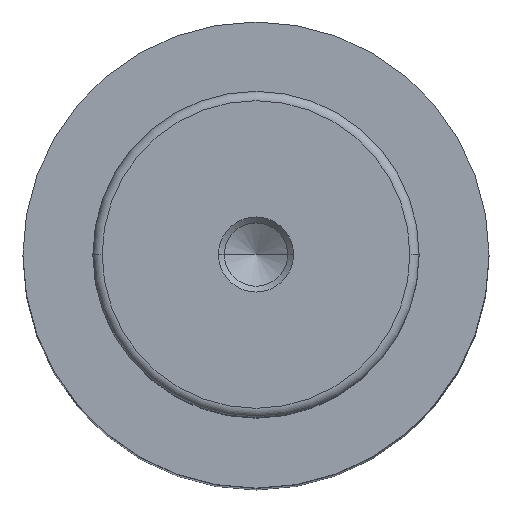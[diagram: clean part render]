
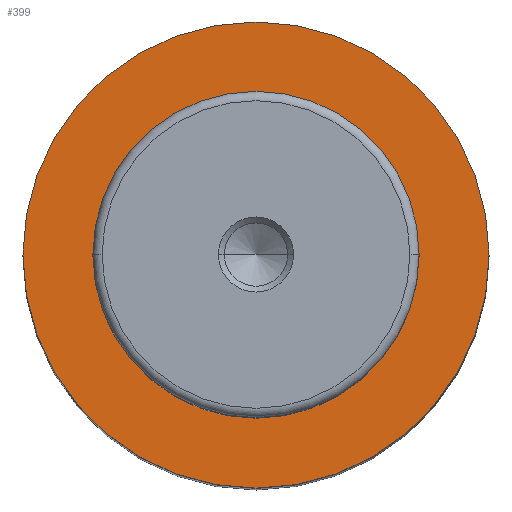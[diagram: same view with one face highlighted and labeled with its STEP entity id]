
A CAD part, top view. The second image highlights one B-rep face of the part: STEP entity #399.
In plain terms, the highlighted planar face has unit normal (0, 0, 1).
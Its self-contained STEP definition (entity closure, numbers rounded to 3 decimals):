
#75 = DIRECTION ( 'NONE',  ( -1., 0., 0. ) ) ;
#85 = EDGE_LOOP ( 'NONE', ( #964, #528 ) ) ;
#172 = EDGE_CURVE ( 'NONE', #482, #524, #621, .T. ) ;
#219 = VERTEX_POINT ( 'NONE', #407 ) ;
#269 = AXIS2_PLACEMENT_3D ( 'NONE', #570, #645, #548 ) ;
#290 = CIRCLE ( 'NONE', #434, 17.5 ) ;
#357 = CIRCLE ( 'NONE', #395, 25. ) ;
#379 = ORIENTED_EDGE ( 'NONE', *, *, #575, .F. ) ;
#395 = AXIS2_PLACEMENT_3D ( 'NONE', #461, #1180, #75 ) ;
#399 = ADVANCED_FACE ( 'NONE', ( #635, #557 ), #428, .T. ) ;
#407 = CARTESIAN_POINT ( 'NONE',  ( -17.5, 0., 115. ) ) ;
#415 = EDGE_CURVE ( 'NONE', #219, #1125, #1077, .T. ) ;
#428 = PLANE ( 'NONE',  #475 ) ;
#434 = AXIS2_PLACEMENT_3D ( 'NONE', #497, #879, #499 ) ;
#445 = DIRECTION ( 'NONE',  ( -1., 0., 0. ) ) ;
#461 = CARTESIAN_POINT ( 'NONE',  ( 0., 0., 115. ) ) ;
#475 = AXIS2_PLACEMENT_3D ( 'NONE', #1064, #519, #884 ) ;
#482 = VERTEX_POINT ( 'NONE', #732 ) ;
#497 = CARTESIAN_POINT ( 'NONE',  ( 0., 0., 115. ) ) ;
#499 = DIRECTION ( 'NONE',  ( -1., 0., 0. ) ) ;
#519 = DIRECTION ( 'NONE',  ( 0., 0., 1. ) ) ;
#524 = VERTEX_POINT ( 'NONE', #916 ) ;
#528 = ORIENTED_EDGE ( 'NONE', *, *, #963, .T. ) ;
#548 = DIRECTION ( 'NONE',  ( -1., 0., 0. ) ) ;
#557 = FACE_OUTER_BOUND ( 'NONE', #625, .T. ) ;
#570 = CARTESIAN_POINT ( 'NONE',  ( 0., 0., 115. ) ) ;
#575 = EDGE_CURVE ( 'NONE', #524, #482, #357, .T. ) ;
#621 = CIRCLE ( 'NONE', #269, 25. ) ;
#625 = EDGE_LOOP ( 'NONE', ( #379, #713 ) ) ;
#635 = FACE_BOUND ( 'NONE', #85, .T. ) ;
#645 = DIRECTION ( 'NONE',  ( 0., 0., -1. ) ) ;
#713 = ORIENTED_EDGE ( 'NONE', *, *, #172, .F. ) ;
#732 = CARTESIAN_POINT ( 'NONE',  ( 25., 0., 115. ) ) ;
#879 = DIRECTION ( 'NONE',  ( 0., 0., -1. ) ) ;
#884 = DIRECTION ( 'NONE',  ( 1., 0., 0. ) ) ;
#913 = DIRECTION ( 'NONE',  ( 0., 0., -1. ) ) ;
#916 = CARTESIAN_POINT ( 'NONE',  ( -25., 0., 115. ) ) ;
#963 = EDGE_CURVE ( 'NONE', #1125, #219, #290, .T. ) ;
#964 = ORIENTED_EDGE ( 'NONE', *, *, #415, .T. ) ;
#1064 = CARTESIAN_POINT ( 'NONE',  ( -17.5, 0., 115. ) ) ;
#1069 = CARTESIAN_POINT ( 'NONE',  ( 0., 0., 115. ) ) ;
#1077 = CIRCLE ( 'NONE', #1152, 17.5 ) ;
#1125 = VERTEX_POINT ( 'NONE', #1166 ) ;
#1152 = AXIS2_PLACEMENT_3D ( 'NONE', #1069, #913, #445 ) ;
#1166 = CARTESIAN_POINT ( 'NONE',  ( 17.5, 0., 115. ) ) ;
#1180 = DIRECTION ( 'NONE',  ( 0., 0., -1. ) ) ;
